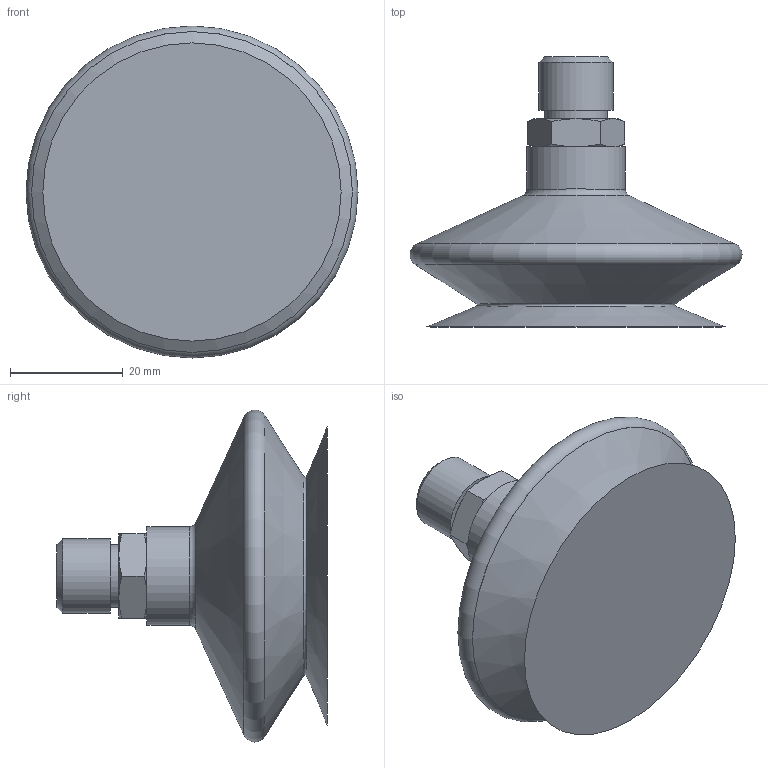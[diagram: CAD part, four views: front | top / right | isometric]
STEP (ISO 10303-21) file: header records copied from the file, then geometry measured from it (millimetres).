
FILE_DESCRIPTION(/* description */ (''),/* implementation_level */ '2;1');
FILE_NAME(/* name */ '3D_vf53sb+rac7r1-4m.stp',/* time_stamp */ '2020-03-25T10:54:59+01:00',/* author */ ('lmacia'),/* organization */ (''),/* preprocessor_version */ 'ST-DEVELOPER v17',/* originating_system */ 'Autodesk Inventor 2019',/* authorisation */ '');
FILE_SCHEMA (('AUTOMOTIVE_DESIGN { 1 0 10303 214 3 1 1 }'));
Length unit declared in the file: millimetre
Products named in the file (1): 3D_vf53+rac7r1-4m
Bounding box: 59 x 48 x 59 mm (x, y, z)
Volume: 42509.4 mm3; surface area: 10431.1 mm2
Topology: 1 solids, 1 shells, 37 faces, 92 edges, 61 vertices
Faces by surface type: cone 18, plane 12, cylinder 4, torus 3
Full cylindrical faces by diameter (mm): 6 x1, 11.156 x1, 13.156 x1, 17.5 x1
Entity records: 1203 total; most frequent: CARTESIAN_POINT 239, DIRECTION 196, ORIENTED_EDGE 184, EDGE_CURVE 92, AXIS2_PLACEMENT_3D 90, VERTEX_POINT 61, CIRCLE 52, EDGE_LOOP 41
